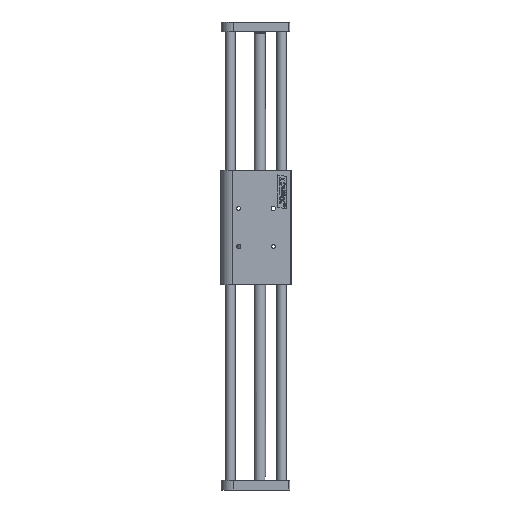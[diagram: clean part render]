
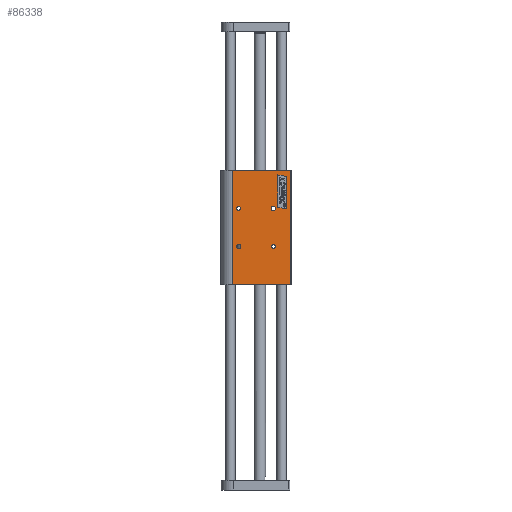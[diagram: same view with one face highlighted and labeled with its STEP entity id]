
A CAD part, left-side view. The second image highlights one B-rep face of the part: STEP entity #86338.
In plain terms, the highlighted planar face has unit normal (-1, 0, 0).
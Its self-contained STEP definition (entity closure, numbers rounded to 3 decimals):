
#43 = ORIENTED_EDGE ( 'NONE', *, *, #103, .F. ) ;
#103 = EDGE_CURVE ( 'NONE', #75512, #73467, #9943, .T. ) ;
#212 = LINE ( 'NONE', #42954, #33352 ) ;
#1023 = FACE_BOUND ( 'NONE', #73011, .T. ) ;
#1591 = DIRECTION ( 'NONE',  ( 0., 0., 1. ) ) ;
#3271 = EDGE_CURVE ( 'NONE', #75166, #25733, #212, .T. ) ;
#3866 = DIRECTION ( 'NONE',  ( 0., 1., 0. ) ) ;
#4874 = EDGE_CURVE ( 'NONE', #88329, #88329, #34926, .T. ) ;
#5328 = CARTESIAN_POINT ( 'NONE',  ( -12.5, -14.25, 80. ) ) ;
#5865 = DIRECTION ( 'NONE',  ( 0., 0., -1. ) ) ;
#6407 = LINE ( 'NONE', #50547, #31244 ) ;
#8359 = ORIENTED_EDGE ( 'NONE', *, *, #31339, .F. ) ;
#9143 = EDGE_LOOP ( 'NONE', ( #8359 ) ) ;
#9345 = CARTESIAN_POINT ( 'NONE',  ( -12.5, -32.5, 120. ) ) ;
#9943 = LINE ( 'NONE', #44341, #84747 ) ;
#11678 = EDGE_CURVE ( 'NONE', #25733, #54978, #6407, .T. ) ;
#11842 = VERTEX_POINT ( 'NONE', #39273 ) ;
#12165 = EDGE_LOOP ( 'NONE', ( #47536 ) ) ;
#12802 = DIRECTION ( 'NONE',  ( 1., 0., 0. ) ) ;
#13266 = VECTOR ( 'NONE', #3866, 1000. ) ;
#15391 = FACE_BOUND ( 'NONE', #71402, .T. ) ;
#15462 = CARTESIAN_POINT ( 'NONE',  ( -12.5, -27.939, 113.439 ) ) ;
#15617 = AXIS2_PLACEMENT_3D ( 'NONE', #80816, #59419, #52452 ) ;
#15950 = AXIS2_PLACEMENT_3D ( 'NONE', #71659, #91175, #86082 ) ;
#18207 = LINE ( 'NONE', #69773, #36988 ) ;
#20233 = CIRCLE ( 'NONE', #32174, 2.3 ) ;
#21800 = CARTESIAN_POINT ( 'NONE',  ( -12.5, 22.25, 40. ) ) ;
#23847 = CARTESIAN_POINT ( 'NONE',  ( -12.5, 28.5, 120. ) ) ;
#24644 = CARTESIAN_POINT ( 'NONE',  ( -12.5, 22.25, 78. ) ) ;
#25733 = VERTEX_POINT ( 'NONE', #33254 ) ;
#25798 = CARTESIAN_POINT ( 'NONE',  ( -12.5, -32.5, 0. ) ) ;
#27142 = LINE ( 'NONE', #25798, #65561 ) ;
#31244 = VECTOR ( 'NONE', #63083, 1000. ) ;
#31339 = EDGE_CURVE ( 'NONE', #68218, #68218, #39374, .T. ) ;
#32174 = AXIS2_PLACEMENT_3D ( 'NONE', #5328, #58718, #1591 ) ;
#32892 = CARTESIAN_POINT ( 'NONE',  ( -12.5, 28.5, 120. ) ) ;
#33254 = CARTESIAN_POINT ( 'NONE',  ( -12.5, -18.955, 115.352 ) ) ;
#33352 = VECTOR ( 'NONE', #71332, 1000. ) ;
#34090 = ORIENTED_EDGE ( 'NONE', *, *, #76291, .T. ) ;
#34108 = ORIENTED_EDGE ( 'NONE', *, *, #4874, .T. ) ;
#34926 = CIRCLE ( 'NONE', #15617, 2. ) ;
#35537 = ORIENTED_EDGE ( 'NONE', *, *, #42613, .T. ) ;
#35751 = DIRECTION ( 'NONE',  ( -1., 0., 0. ) ) ;
#36988 = VECTOR ( 'NONE', #53992, 1000. ) ;
#39273 = CARTESIAN_POINT ( 'NONE',  ( -12.5, -14.25, 82.3 ) ) ;
#39374 = CIRCLE ( 'NONE', #91276, 2.3 ) ;
#41163 = CARTESIAN_POINT ( 'NONE',  ( -12.5, 22.25, 42.3 ) ) ;
#42613 = EDGE_CURVE ( 'NONE', #56915, #73467, #67324, .T. ) ;
#42954 = CARTESIAN_POINT ( 'NONE',  ( -12.5, -18.955, 0. ) ) ;
#43769 = PLANE ( 'NONE',  #15950 ) ;
#44341 = CARTESIAN_POINT ( 'NONE',  ( -12.5, 28.5, 0. ) ) ;
#45595 = VERTEX_POINT ( 'NONE', #9345 ) ;
#45678 = CARTESIAN_POINT ( 'NONE',  ( -12.5, -14.25, 38. ) ) ;
#45692 = LINE ( 'NONE', #68465, #13266 ) ;
#47536 = ORIENTED_EDGE ( 'NONE', *, *, #48455, .F. ) ;
#48455 = EDGE_CURVE ( 'NONE', #11842, #11842, #20233, .T. ) ;
#48726 = CARTESIAN_POINT ( 'NONE',  ( -12.5, -18.955, 81.327 ) ) ;
#50191 = EDGE_CURVE ( 'NONE', #54978, #71454, #56983, .T. ) ;
#50547 = CARTESIAN_POINT ( 'NONE',  ( -12.5, -24.317, 114.21 ) ) ;
#52237 = ORIENTED_EDGE ( 'NONE', *, *, #60469, .T. ) ;
#52452 = DIRECTION ( 'NONE',  ( 0., 0., -1. ) ) ;
#53992 = DIRECTION ( 'NONE',  ( 0., 0.978, 0.208 ) ) ;
#54978 = VERTEX_POINT ( 'NONE', #15462 ) ;
#55476 = DIRECTION ( 'NONE',  ( 0., 0., 1. ) ) ;
#56915 = VERTEX_POINT ( 'NONE', #23847 ) ;
#56925 = CARTESIAN_POINT ( 'NONE',  ( -12.5, -14.25, 40. ) ) ;
#56983 = LINE ( 'NONE', #87230, #91482 ) ;
#57601 = AXIS2_PLACEMENT_3D ( 'NONE', #56925, #12802, #5865 ) ;
#58352 = EDGE_LOOP ( 'NONE', ( #34108 ) ) ;
#58718 = DIRECTION ( 'NONE',  ( -1., 0., 0. ) ) ;
#59419 = DIRECTION ( 'NONE',  ( 1., 0., 0. ) ) ;
#59627 = ORIENTED_EDGE ( 'NONE', *, *, #50191, .T. ) ;
#60469 = EDGE_CURVE ( 'NONE', #66615, #66615, #78405, .T. ) ;
#60849 = CARTESIAN_POINT ( 'NONE',  ( -12.5, -27.939, 79.415 ) ) ;
#61874 = EDGE_CURVE ( 'NONE', #45595, #56915, #45692, .T. ) ;
#62832 = FACE_BOUND ( 'NONE', #9143, .T. ) ;
#63083 = DIRECTION ( 'NONE',  ( 0., -0.978, -0.208 ) ) ;
#64198 = FACE_BOUND ( 'NONE', #58352, .T. ) ;
#64377 = ORIENTED_EDGE ( 'NONE', *, *, #3271, .T. ) ;
#65561 = VECTOR ( 'NONE', #55476, 1000. ) ;
#66049 = EDGE_CURVE ( 'NONE', #75512, #45595, #27142, .T. ) ;
#66615 = VERTEX_POINT ( 'NONE', #45678 ) ;
#66906 = EDGE_LOOP ( 'NONE', ( #43, #90373, #91641, #35537 ) ) ;
#67324 = LINE ( 'NONE', #32892, #80128 ) ;
#68218 = VERTEX_POINT ( 'NONE', #41163 ) ;
#68465 = CARTESIAN_POINT ( 'NONE',  ( -12.5, 28.5, 120. ) ) ;
#69773 = CARTESIAN_POINT ( 'NONE',  ( -12.5, -17.378, 81.662 ) ) ;
#70305 = FACE_BOUND ( 'NONE', #12165, .T. ) ;
#70629 = DIRECTION ( 'NONE',  ( 0., 0., 1. ) ) ;
#71332 = DIRECTION ( 'NONE',  ( 0., 0., 1. ) ) ;
#71402 = EDGE_LOOP ( 'NONE', ( #59627, #34090, #64377, #83825 ) ) ;
#71454 = VERTEX_POINT ( 'NONE', #60849 ) ;
#71659 = CARTESIAN_POINT ( 'NONE',  ( -12.5, 28.5, 0. ) ) ;
#73011 = EDGE_LOOP ( 'NONE', ( #52237 ) ) ;
#73149 = DIRECTION ( 'NONE',  ( 0., 1., 0. ) ) ;
#73467 = VERTEX_POINT ( 'NONE', #82197 ) ;
#75166 = VERTEX_POINT ( 'NONE', #48726 ) ;
#75512 = VERTEX_POINT ( 'NONE', #88328 ) ;
#76291 = EDGE_CURVE ( 'NONE', #71454, #75166, #18207, .T. ) ;
#77716 = FACE_OUTER_BOUND ( 'NONE', #66906, .T. ) ;
#78405 = CIRCLE ( 'NONE', #57601, 2. ) ;
#80128 = VECTOR ( 'NONE', #82191, 1000. ) ;
#80816 = CARTESIAN_POINT ( 'NONE',  ( -12.5, 22.25, 80. ) ) ;
#82191 = DIRECTION ( 'NONE',  ( 0., 0., -1. ) ) ;
#82197 = CARTESIAN_POINT ( 'NONE',  ( -12.5, 28.5, 0. ) ) ;
#83825 = ORIENTED_EDGE ( 'NONE', *, *, #11678, .T. ) ;
#84747 = VECTOR ( 'NONE', #73149, 1000. ) ;
#86082 = DIRECTION ( 'NONE',  ( 0., 1., 0. ) ) ;
#86338 = ADVANCED_FACE ( 'NONE', ( #64198, #1023, #62832, #70305, #77716, #15391 ), #43769, .F. ) ;
#86745 = DIRECTION ( 'NONE',  ( 0., 0., -1. ) ) ;
#87230 = CARTESIAN_POINT ( 'NONE',  ( -12.5, -27.939, 0. ) ) ;
#88328 = CARTESIAN_POINT ( 'NONE',  ( -12.5, -32.5, 0. ) ) ;
#88329 = VERTEX_POINT ( 'NONE', #24644 ) ;
#90373 = ORIENTED_EDGE ( 'NONE', *, *, #66049, .T. ) ;
#91175 = DIRECTION ( 'NONE',  ( 1., 0., 0. ) ) ;
#91276 = AXIS2_PLACEMENT_3D ( 'NONE', #21800, #35751, #70629 ) ;
#91482 = VECTOR ( 'NONE', #86745, 1000. ) ;
#91641 = ORIENTED_EDGE ( 'NONE', *, *, #61874, .T. ) ;
